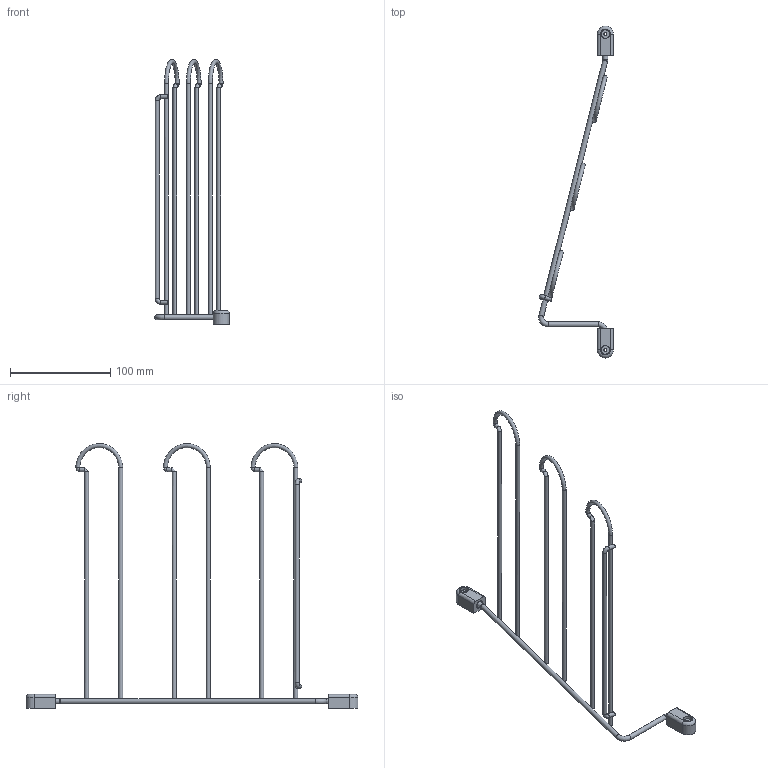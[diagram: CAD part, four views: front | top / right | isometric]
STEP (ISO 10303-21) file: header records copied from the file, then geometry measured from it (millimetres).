
FILE_DESCRIPTION((''),'2;1');
FILE_NAME('39008014 - Pantalonero Cinturonero - Solo para visualizacion - Ensamblaje.stp','2021-07-09T06:45:05',('rguerrero'),(''),'Autodesk Inventor 2010','Autodesk Inventor 2010','');
FILE_SCHEMA(('AUTOMOTIVE_DESIGN { 1 0 10303 214 1 1 1 1 }'));
Length unit declared in the file: millimetre
Products named in the file (3): 39008014 - Pantalonero Cinturonero - Solo para visualizacion - Ensamblaje; 39008014 - Pantalonero Cinturonero - Solo para visualizacion; Fijacion
Assembly tree (3 placements, depth 2):
  39008014 - Pantalonero Cinturonero - Solo para visualizacion - Ensamblaje
    39008014 - Pantalonero Cinturonero - Solo para visualizacion
    Fijacion  x2
Bounding box: 74.51 x 331 x 263.98 mm (x, y, z)
Volume: 40648 mm3; surface area: 34161.4 mm2
Topology: 3 solids, 3 shells, 70 faces, 163 edges, 91 vertices
Faces by surface type: cylinder 22, plane 20, torus 13, bspline 13, cone 2
Full cylindrical faces by diameter (mm): 4 x12, 5 x4
Entity records: 1771 total; most frequent: CARTESIAN_POINT 697, DIRECTION 222, ORIENTED_EDGE 150, AXIS2_PLACEMENT_3D 102, EDGE_LOOP 97, EDGE_CURVE 75, VERTEX_POINT 56, FACE_OUTER_BOUND 55
